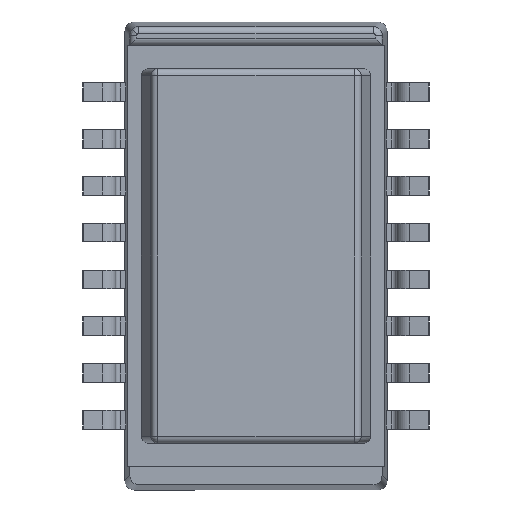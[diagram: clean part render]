
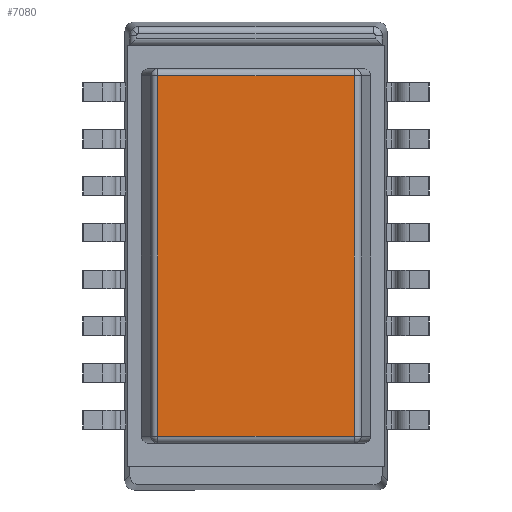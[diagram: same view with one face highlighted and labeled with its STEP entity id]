
A CAD part, front view. The second image highlights one B-rep face of the part: STEP entity #7080.
In plain terms, the highlighted planar face has unit normal (0, -1, 0).
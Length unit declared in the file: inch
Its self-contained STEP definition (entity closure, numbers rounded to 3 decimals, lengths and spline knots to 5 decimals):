
#60 = DIRECTION ( 'NONE',  ( 0., 0., 1. ) ) ;
#209 = VERTEX_POINT ( 'NONE', #6100 ) ;
#245 = LINE ( 'NONE', #830, #4264 ) ;
#693 = CARTESIAN_POINT ( 'NONE',  ( -0.11081, 0.005, 0.2 ) ) ;
#740 = FACE_OUTER_BOUND ( 'NONE', #5982, .T. ) ;
#830 = CARTESIAN_POINT ( 'NONE',  ( -0.10506, 0.005, 0.2 ) ) ;
#979 = LINE ( 'NONE', #8467, #2582 ) ;
#1344 = EDGE_CURVE ( 'NONE', #7934, #8260, #245, .T. ) ;
#1910 = ORIENTED_EDGE ( 'NONE', *, *, #3724, .T. ) ;
#2180 = CARTESIAN_POINT ( 'NONE',  ( -0.11081, 0.005, 0.1925 ) ) ;
#2182 = EDGE_CURVE ( 'NONE', #8260, #7820, #6508, .T. ) ;
#2244 = DIRECTION ( 'NONE',  ( 0., 0., 1. ) ) ;
#2582 = VECTOR ( 'NONE', #2244, 39.37008 ) ;
#2698 = VECTOR ( 'NONE', #6415, 39.37008 ) ;
#2899 = DIRECTION ( 'NONE',  ( -1., 0., 0. ) ) ;
#3188 = ORIENTED_EDGE ( 'NONE', *, *, #4574, .T. ) ;
#3724 = EDGE_CURVE ( 'NONE', #7820, #209, #979, .T. ) ;
#3971 = ORIENTED_EDGE ( 'NONE', *, *, #2182, .T. ) ;
#3976 = ORIENTED_EDGE ( 'NONE', *, *, #1344, .T. ) ;
#4116 = PLANE ( 'NONE',  #4197 ) ;
#4197 = AXIS2_PLACEMENT_3D ( 'NONE', #693, #4791, #60 ) ;
#4264 = VECTOR ( 'NONE', #8450, 39.37008 ) ;
#4574 = EDGE_CURVE ( 'NONE', #209, #7934, #8355, .T. ) ;
#4606 = CARTESIAN_POINT ( 'NONE',  ( -0.10506, 0.005, 0.1925 ) ) ;
#4729 = CARTESIAN_POINT ( 'NONE',  ( -0.10506, 0.005, -0.1925 ) ) ;
#4791 = DIRECTION ( 'NONE',  ( 0., 1., 0. ) ) ;
#5982 = EDGE_LOOP ( 'NONE', ( #3188, #3976, #3971, #1910 ) ) ;
#6100 = CARTESIAN_POINT ( 'NONE',  ( 0.10506, 0.005, 0.1925 ) ) ;
#6300 = CARTESIAN_POINT ( 'NONE',  ( 0.10506, 0.005, -0.1925 ) ) ;
#6415 = DIRECTION ( 'NONE',  ( 1., 0., 0. ) ) ;
#6508 = LINE ( 'NONE', #7861, #2698 ) ;
#7080 = ADVANCED_FACE ( 'NONE', ( #740 ), #4116, .F. ) ;
#7767 = VECTOR ( 'NONE', #2899, 39.37008 ) ;
#7820 = VERTEX_POINT ( 'NONE', #6300 ) ;
#7861 = CARTESIAN_POINT ( 'NONE',  ( 0.11081, 0.005, -0.1925 ) ) ;
#7934 = VERTEX_POINT ( 'NONE', #4606 ) ;
#8260 = VERTEX_POINT ( 'NONE', #4729 ) ;
#8355 = LINE ( 'NONE', #2180, #7767 ) ;
#8450 = DIRECTION ( 'NONE',  ( 0., 0., -1. ) ) ;
#8467 = CARTESIAN_POINT ( 'NONE',  ( 0.10506, 0.005, 0.2 ) ) ;
